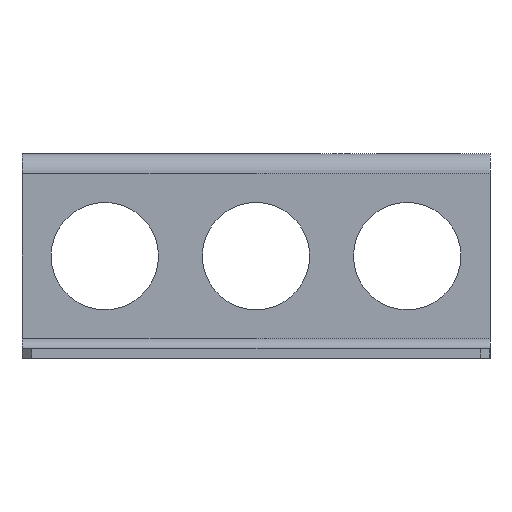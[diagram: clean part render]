
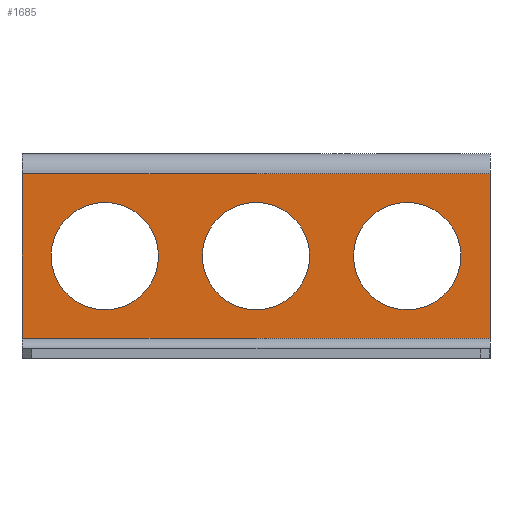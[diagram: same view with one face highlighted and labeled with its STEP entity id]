
A CAD part, left-side view. The second image highlights one B-rep face of the part: STEP entity #1685.
In plain terms, the highlighted planar face has unit normal (-1, 0, 0).
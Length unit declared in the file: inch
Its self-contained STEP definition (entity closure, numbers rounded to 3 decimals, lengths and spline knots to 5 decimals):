
#25=PLANE($,#1850);
#101=LINE($,#2719,#213);
#103=LINE($,#2725,#215);
#104=LINE($,#2727,#216);
#105=LINE($,#2728,#217);
#213=VECTOR($,#2232,3.);
#215=VECTOR($,#2238,1.05701);
#216=VECTOR($,#2239,3.);
#217=VECTOR($,#2240,1.05701);
#283=FACE_BOUND($,#514,.T.);
#284=FACE_BOUND($,#515,.T.);
#285=FACE_BOUND($,#516,.T.);
#411=FACE_OUTER_BOUND($,#513,.T.);
#513=EDGE_LOOP($,(#1299,#1300,#1301,#1302));
#514=EDGE_LOOP($,(#1303));
#515=EDGE_LOOP($,(#1304));
#516=EDGE_LOOP($,(#1305));
#627=CIRCLE($,#1725,0.344);
#629=CIRCLE($,#1728,0.344);
#631=CIRCLE($,#1731,0.344);
#739=VERTEX_POINT($,#2434);
#741=VERTEX_POINT($,#2439);
#743=VERTEX_POINT($,#2444);
#840=VERTEX_POINT($,#2716);
#841=VERTEX_POINT($,#2718);
#843=VERTEX_POINT($,#2724);
#844=VERTEX_POINT($,#2726);
#907=EDGE_CURVE($,#739,#739,#627,.T.);
#909=EDGE_CURVE($,#741,#741,#629,.T.);
#911=EDGE_CURVE($,#743,#743,#631,.T.);
#1040=EDGE_CURVE($,#841,#840,#101,.T.);
#1043=EDGE_CURVE($,#840,#843,#103,.T.);
#1044=EDGE_CURVE($,#843,#844,#104,.T.);
#1045=EDGE_CURVE($,#844,#841,#105,.T.);
#1299=ORIENTED_EDGE($,*,*,#1040,.T.);
#1300=ORIENTED_EDGE($,*,*,#1043,.T.);
#1301=ORIENTED_EDGE($,*,*,#1044,.T.);
#1302=ORIENTED_EDGE($,*,*,#1045,.T.);
#1303=ORIENTED_EDGE($,*,*,#907,.T.);
#1304=ORIENTED_EDGE($,*,*,#909,.T.);
#1305=ORIENTED_EDGE($,*,*,#911,.T.);
#1685=ADVANCED_FACE($,(#411,#283,#284,#285),#25,.T.);
#1725=AXIS2_PLACEMENT_3D($,#2435,#1926,#1927);
#1728=AXIS2_PLACEMENT_3D($,#2440,#1932,#1933);
#1731=AXIS2_PLACEMENT_3D($,#2445,#1938,#1939);
#1850=AXIS2_PLACEMENT_3D($,#2723,#2236,#2237);
#1926=DIRECTION('center_axis',(1.,0.,0.));
#1927=DIRECTION('ref_axis',(0.,0.,-1.));
#1932=DIRECTION('center_axis',(1.,0.,0.));
#1933=DIRECTION('ref_axis',(0.,0.,-1.));
#1938=DIRECTION('center_axis',(1.,0.,0.));
#1939=DIRECTION('ref_axis',(0.,0.,-1.));
#2232=DIRECTION($,(0.,-1.,0.));
#2236=DIRECTION('center_axis',(-1.,0.,0.));
#2237=DIRECTION('ref_axis',(0.,0.,1.));
#2238=DIRECTION($,(0.,0.,1.));
#2239=DIRECTION($,(0.,1.,0.));
#2240=DIRECTION($,(0.,0.,-1.));
#2434=CARTESIAN_POINT('',(0.5759,-1.37774,-1.00141));
#2435=CARTESIAN_POINT('Origin',(0.5759,-1.37774,-0.65741));
#2439=CARTESIAN_POINT('',(0.5759,-0.40874,-1.00141));
#2440=CARTESIAN_POINT('Origin',(0.5759,-0.40874,-0.65741));
#2444=CARTESIAN_POINT('',(0.5759,0.56026,-1.00141));
#2445=CARTESIAN_POINT('Origin',(0.5759,0.56026,-0.65741));
#2716=CARTESIAN_POINT('',(0.5759,-1.90874,-1.18521));
#2718=CARTESIAN_POINT('',(0.5759,1.09126,-1.18521));
#2719=CARTESIAN_POINT($,(0.5759,1.09126,-1.18521));
#2723=CARTESIAN_POINT('Origin',(0.5759,-0.40874,1.38879));
#2724=CARTESIAN_POINT('',(0.5759,-1.90874,-0.1282));
#2725=CARTESIAN_POINT($,(0.5759,-1.90874,-1.18521));
#2726=CARTESIAN_POINT('',(0.5759,1.09126,-0.1282));
#2727=CARTESIAN_POINT($,(0.5759,-1.90874,-0.1282));
#2728=CARTESIAN_POINT($,(0.5759,1.09126,-0.1282));
